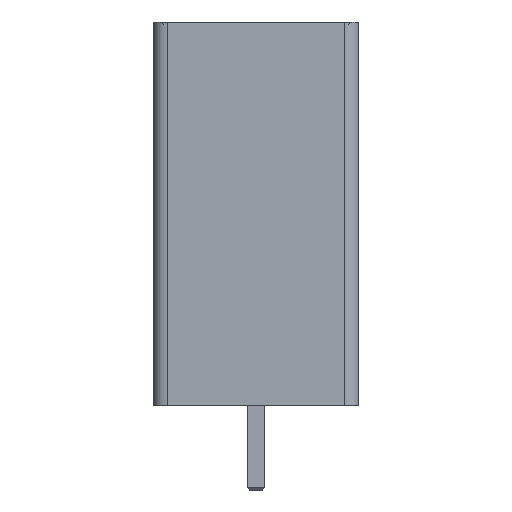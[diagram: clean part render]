
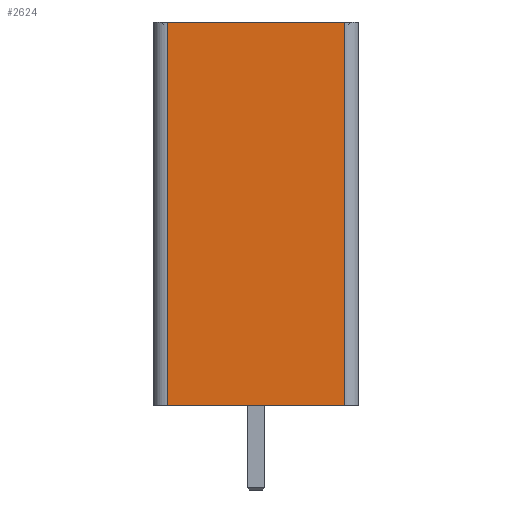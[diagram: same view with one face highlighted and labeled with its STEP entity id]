
A CAD part, left-side view. The second image highlights one B-rep face of the part: STEP entity #2624.
In plain terms, the highlighted planar face has unit normal (-1, 0, 0).
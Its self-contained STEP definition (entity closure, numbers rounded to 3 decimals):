
#32 = PLANE('',#33);
#33 = AXIS2_PLACEMENT_3D('',#34,#35,#36);
#34 = CARTESIAN_POINT('',(-3.6,-3.75,14.));
#35 = DIRECTION('',(0.,0.,1.));
#36 = DIRECTION('',(1.,0.,0.));
#57 = VERTEX_POINT('',#58);
#58 = CARTESIAN_POINT('',(-3.6,3.25,14.));
#73 = CYLINDRICAL_SURFACE('',#74,0.5);
#74 = AXIS2_PLACEMENT_3D('',#75,#76,#77);
#75 = CARTESIAN_POINT('',(-3.1,3.25,0.));
#76 = DIRECTION('',(0.,0.,1.));
#77 = DIRECTION('',(0.,1.,0.));
#85 = EDGE_CURVE('',#86,#57,#88,.T.);
#86 = VERTEX_POINT('',#87);
#87 = CARTESIAN_POINT('',(-3.6,-3.25,14.));
#88 = SURFACE_CURVE('',#89,(#93,#100),.PCURVE_S1.);
#89 = LINE('',#90,#91);
#90 = CARTESIAN_POINT('',(-3.6,-3.75,14.));
#91 = VECTOR('',#92,1.);
#92 = DIRECTION('',(0.,1.,0.));
#93 = PCURVE('',#32,#94);
#94 = DEFINITIONAL_REPRESENTATION('',(#95),#99);
#95 = LINE('',#96,#97);
#96 = CARTESIAN_POINT('',(0.,0.));
#97 = VECTOR('',#98,1.);
#98 = DIRECTION('',(0.,1.));
#99 = ( GEOMETRIC_REPRESENTATION_CONTEXT(2)
PARAMETRIC_REPRESENTATION_CONTEXT() REPRESENTATION_CONTEXT('2D SPACE',''
) );
#100 = PCURVE('',#101,#106);
#101 = PLANE('',#102);
#102 = AXIS2_PLACEMENT_3D('',#103,#104,#105);
#103 = CARTESIAN_POINT('',(-3.6,-3.75,0.));
#104 = DIRECTION('',(1.,0.,0.));
#105 = DIRECTION('',(0.,0.,1.));
#106 = DEFINITIONAL_REPRESENTATION('',(#107),#111);
#107 = LINE('',#108,#109);
#108 = CARTESIAN_POINT('',(14.,0.));
#109 = VECTOR('',#110,1.);
#110 = DIRECTION('',(0.,-1.));
#111 = ( GEOMETRIC_REPRESENTATION_CONTEXT(2)
PARAMETRIC_REPRESENTATION_CONTEXT() REPRESENTATION_CONTEXT('2D SPACE',''
) );
#130 = CYLINDRICAL_SURFACE('',#131,0.5);
#131 = AXIS2_PLACEMENT_3D('',#132,#133,#134);
#132 = CARTESIAN_POINT('',(-3.1,-3.25,0.));
#133 = DIRECTION('',(0.,0.,1.));
#134 = DIRECTION('',(-1.,0.,0.));
#329 = PLANE('',#330);
#330 = AXIS2_PLACEMENT_3D('',#331,#332,#333);
#331 = CARTESIAN_POINT('',(-3.6,-3.75,0.));
#332 = DIRECTION('',(0.,0.,1.));
#333 = DIRECTION('',(1.,0.,0.));
#2579 = VERTEX_POINT('',#2580);
#2580 = CARTESIAN_POINT('',(-3.6,-3.25,0.));
#2604 = EDGE_CURVE('',#2579,#86,#2605,.T.);
#2605 = SURFACE_CURVE('',#2606,(#2610,#2617),.PCURVE_S1.);
#2606 = LINE('',#2607,#2608);
#2607 = CARTESIAN_POINT('',(-3.6,-3.25,0.));
#2608 = VECTOR('',#2609,1.);
#2609 = DIRECTION('',(0.,0.,1.));
#2610 = PCURVE('',#130,#2611);
#2611 = DEFINITIONAL_REPRESENTATION('',(#2612),#2616);
#2612 = LINE('',#2613,#2614);
#2613 = CARTESIAN_POINT('',(0.,0.));
#2614 = VECTOR('',#2615,1.);
#2615 = DIRECTION('',(0.,1.));
#2616 = ( GEOMETRIC_REPRESENTATION_CONTEXT(2)
PARAMETRIC_REPRESENTATION_CONTEXT() REPRESENTATION_CONTEXT('2D SPACE',''
) );
#2617 = PCURVE('',#101,#2618);
#2618 = DEFINITIONAL_REPRESENTATION('',(#2619),#2623);
#2619 = LINE('',#2620,#2621);
#2620 = CARTESIAN_POINT('',(0.,-0.5));
#2621 = VECTOR('',#2622,1.);
#2622 = DIRECTION('',(1.,0.));
#2623 = ( GEOMETRIC_REPRESENTATION_CONTEXT(2)
PARAMETRIC_REPRESENTATION_CONTEXT() REPRESENTATION_CONTEXT('2D SPACE',''
) );
#2624 = ADVANCED_FACE('',(#2625),#101,.F.);
#2625 = FACE_BOUND('',#2626,.F.);
#2626 = EDGE_LOOP('',(#2627,#2628,#2629,#2652));
#2627 = ORIENTED_EDGE('',*,*,#85,.F.);
#2628 = ORIENTED_EDGE('',*,*,#2604,.F.);
#2629 = ORIENTED_EDGE('',*,*,#2630,.T.);
#2630 = EDGE_CURVE('',#2579,#2631,#2633,.T.);
#2631 = VERTEX_POINT('',#2632);
#2632 = CARTESIAN_POINT('',(-3.6,3.25,0.));
#2633 = SURFACE_CURVE('',#2634,(#2638,#2645),.PCURVE_S1.);
#2634 = LINE('',#2635,#2636);
#2635 = CARTESIAN_POINT('',(-3.6,-3.75,0.));
#2636 = VECTOR('',#2637,1.);
#2637 = DIRECTION('',(0.,1.,0.));
#2638 = PCURVE('',#101,#2639);
#2639 = DEFINITIONAL_REPRESENTATION('',(#2640),#2644);
#2640 = LINE('',#2641,#2642);
#2641 = CARTESIAN_POINT('',(0.,0.));
#2642 = VECTOR('',#2643,1.);
#2643 = DIRECTION('',(0.,-1.));
#2644 = ( GEOMETRIC_REPRESENTATION_CONTEXT(2)
PARAMETRIC_REPRESENTATION_CONTEXT() REPRESENTATION_CONTEXT('2D SPACE',''
) );
#2645 = PCURVE('',#329,#2646);
#2646 = DEFINITIONAL_REPRESENTATION('',(#2647),#2651);
#2647 = LINE('',#2648,#2649);
#2648 = CARTESIAN_POINT('',(0.,0.));
#2649 = VECTOR('',#2650,1.);
#2650 = DIRECTION('',(0.,1.));
#2651 = ( GEOMETRIC_REPRESENTATION_CONTEXT(2)
PARAMETRIC_REPRESENTATION_CONTEXT() REPRESENTATION_CONTEXT('2D SPACE',''
) );
#2652 = ORIENTED_EDGE('',*,*,#2653,.T.);
#2653 = EDGE_CURVE('',#2631,#57,#2654,.T.);
#2654 = SURFACE_CURVE('',#2655,(#2659,#2666),.PCURVE_S1.);
#2655 = LINE('',#2656,#2657);
#2656 = CARTESIAN_POINT('',(-3.6,3.25,0.));
#2657 = VECTOR('',#2658,1.);
#2658 = DIRECTION('',(0.,0.,1.));
#2659 = PCURVE('',#101,#2660);
#2660 = DEFINITIONAL_REPRESENTATION('',(#2661),#2665);
#2661 = LINE('',#2662,#2663);
#2662 = CARTESIAN_POINT('',(0.,-7.));
#2663 = VECTOR('',#2664,1.);
#2664 = DIRECTION('',(1.,0.));
#2665 = ( GEOMETRIC_REPRESENTATION_CONTEXT(2)
PARAMETRIC_REPRESENTATION_CONTEXT() REPRESENTATION_CONTEXT('2D SPACE',''
) );
#2666 = PCURVE('',#73,#2667);
#2667 = DEFINITIONAL_REPRESENTATION('',(#2668),#2672);
#2668 = LINE('',#2669,#2670);
#2669 = CARTESIAN_POINT('',(1.571,0.));
#2670 = VECTOR('',#2671,1.);
#2671 = DIRECTION('',(0.,1.));
#2672 = ( GEOMETRIC_REPRESENTATION_CONTEXT(2)
PARAMETRIC_REPRESENTATION_CONTEXT() REPRESENTATION_CONTEXT('2D SPACE',''
) );
